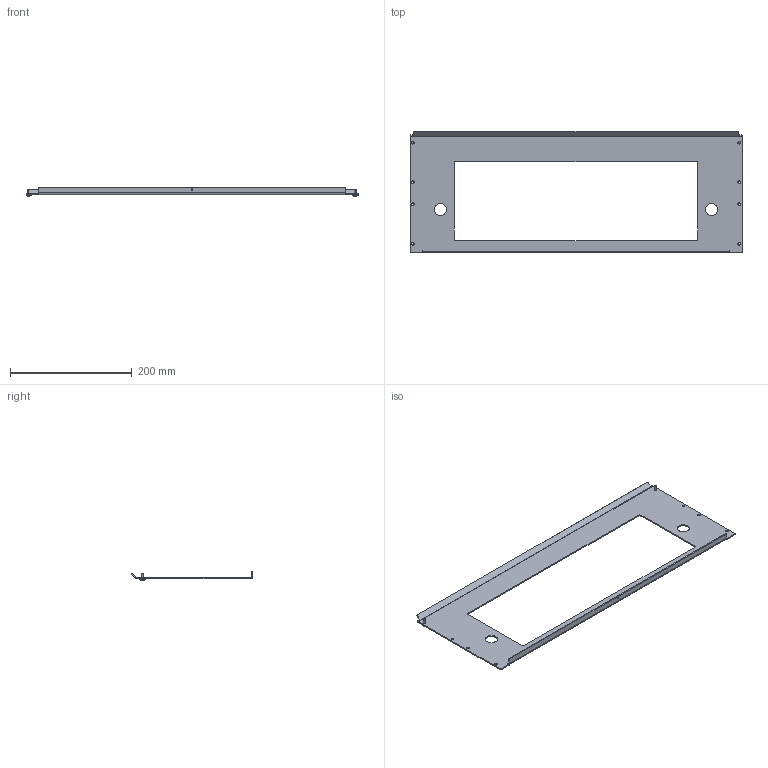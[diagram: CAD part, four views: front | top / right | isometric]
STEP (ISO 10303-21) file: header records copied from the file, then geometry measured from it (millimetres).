
FILE_DESCRIPTION (( 'STEP AP214' ), '1' );
FILE_NAME ('INGUN_113551.STEP', '2022-10-20T06:43:54', ( '' ), ( '' ), 'SwSTEP 2.0', 'SolidWorks 2021', '' );
FILE_SCHEMA (( 'AUTOMOTIVE_DESIGN' ));
Length unit declared in the file: millimetre
Products named in the file (4): ISO7380~n_M04,0x010; 113851~0; INGUN_113551; DIN125~n_04,3 M04,0
Assembly tree (5 placements, depth 2):
  INGUN_113551
    113851~0
    DIN125~n_04,3 M04,0  x2
    ISO7380~n_M04,0x010  x2
Bounding box: 545 x 200.02 x 15 mm (x, y, z)
Volume: 124496 mm3; surface area: 130478.6 mm2
Topology: 5 solids, 5 shells, 146 faces, 376 edges, 244 vertices
Faces by surface type: cylinder 96, plane 42, cone 4, torus 4
Entity records: 3735 total; most frequent: DIRECTION 675, CARTESIAN_POINT 614, ORIENTED_EDGE 586, EDGE_CURVE 293, AXIS2_PLACEMENT_3D 267, VERTEX_POINT 190, CIRCLE 148, VECTOR 141
